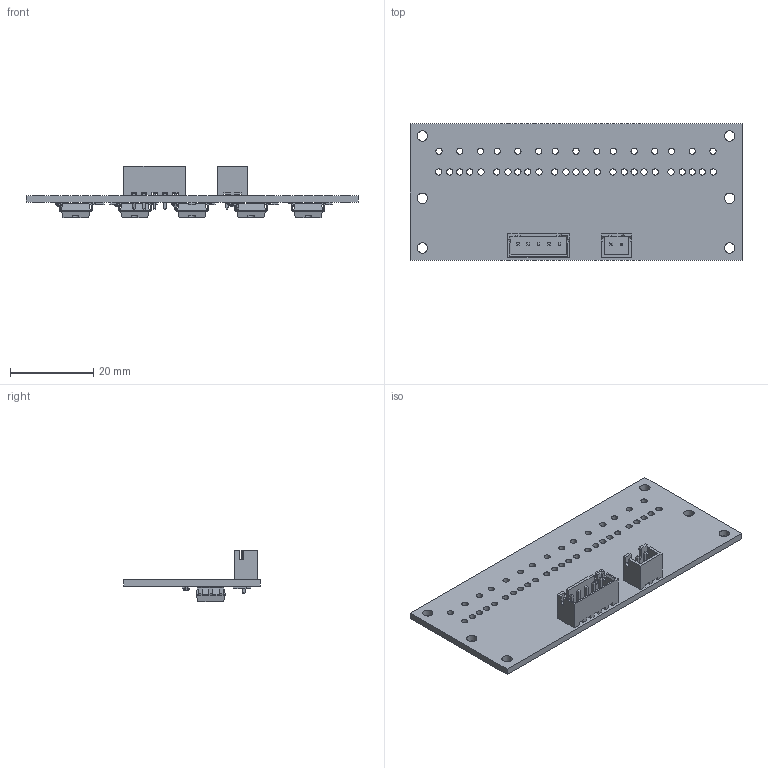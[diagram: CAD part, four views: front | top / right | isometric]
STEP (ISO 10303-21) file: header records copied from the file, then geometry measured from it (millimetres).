
FILE_DESCRIPTION(('KiCad electronic assembly'),'2;1');
FILE_NAME('3d.step','2023-04-24T22:09:02',('Pcbnew'),('Kicad'), 'Open CASCADE STEP processor 7.6','KiCad to STEP converter','Unknown' );
FILE_SCHEMA(('AUTOMOTIVE_DESIGN { 1 0 10303 214 1 1 1 1 }'));
Length unit declared in the file: millimetre
Products named in the file (12): 3d 1; B2B-XH-A-LF--SN---3DModel-STEP-269445; COMPOUND; B5B-XH-A-LF--SN---3DModel-STEP-418109; SMDIP-6_W9.53mm; SOLID; D_SOD-323; R_1206_3216Metric; PCB
Assembly tree (28 placements, depth 3):
  3d 1
    B2B-XH-A-LF--SN---3DModel-STEP-269445
      COMPOUND
    B5B-XH-A-LF--SN---3DModel-STEP-418109
      COMPOUND
    SMDIP-6_W9.53mm  x5
      SOLID
    D_SOD-323  x5
      SOLID
    R_1206_3216Metric  x10
      SOLID
    PCB
Bounding box: 80 x 33 x 12.38 mm (x, y, z)
Volume: 5203.5 mm3; surface area: 8350.6 mm2
Topology: 30 solids, 30 shells, 1562 faces, 3954 edges, 2457 vertices
Faces by surface type: plane 984, cylinder 328, bspline 250
Full cylindrical faces by diameter (mm): 1 x5, 1.05 x2, 1.5 x40, 2.5 x6
Entity records: 41511 total; most frequent: CARTESIAN_POINT 8015, DIRECTION 5666, LINE 3938, VECTOR 3938, ORIENTED_EDGE 3068, PCURVE 3068, DEFINITIONAL_REPRESENTATION 3068, EDGE_CURVE 1534
